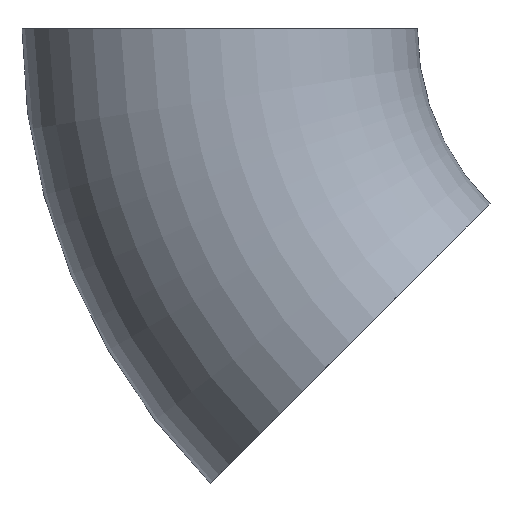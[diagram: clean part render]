
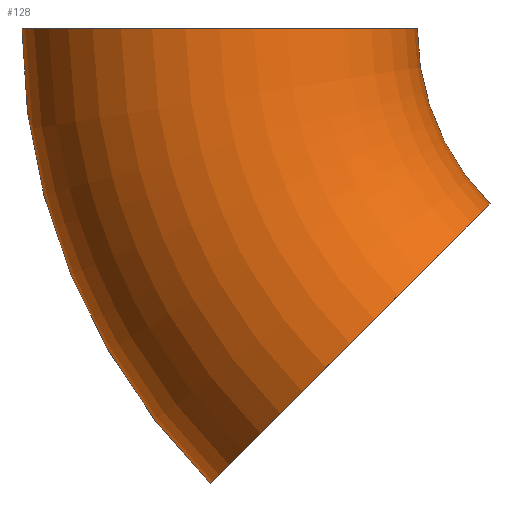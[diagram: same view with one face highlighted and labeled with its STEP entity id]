
A CAD part, front view. The second image highlights one B-rep face of the part: STEP entity #128.
In plain terms, the highlighted toroidal (fillet/blend) face has major radius 38 mm and minor radius 16.85 mm.
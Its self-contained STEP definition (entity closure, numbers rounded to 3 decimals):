
#3 = ORIENTED_EDGE ( 'NONE', *, *, #24, .T. ) ;
#5 = CARTESIAN_POINT ( 'NONE',  ( 0., 0., 0. ) ) ;
#14 = CIRCLE ( 'NONE', #33, 16.85 ) ;
#21 = AXIS2_PLACEMENT_3D ( 'NONE', #183, #158, #91 ) ;
#24 = EDGE_CURVE ( 'NONE', #63, #193, #14, .T. ) ;
#29 = CARTESIAN_POINT ( 'NONE',  ( -38., 0., 0. ) ) ;
#33 = AXIS2_PLACEMENT_3D ( 'NONE', #192, #99, #169 ) ;
#39 = TOROIDAL_SURFACE ( 'NONE', #172, 38., 16.85 ) ;
#43 = CARTESIAN_POINT ( 'NONE',  ( -14.955, 0., -14.955 ) ) ;
#49 = CIRCLE ( 'NONE', #21, 21.15 ) ;
#50 = CARTESIAN_POINT ( 'NONE',  ( 0., 0., 0. ) ) ;
#58 = CIRCLE ( 'NONE', #144, 54.85 ) ;
#63 = VERTEX_POINT ( 'NONE', #219 ) ;
#70 = EDGE_CURVE ( 'NONE', #63, #185, #58, .T. ) ;
#78 = ORIENTED_EDGE ( 'NONE', *, *, #84, .T. ) ;
#84 = EDGE_CURVE ( 'NONE', #193, #146, #49, .T. ) ;
#88 = DIRECTION ( 'NONE',  ( 0., 1., 0. ) ) ;
#91 = DIRECTION ( 'NONE',  ( 0., 0., 1. ) ) ;
#98 = ORIENTED_EDGE ( 'NONE', *, *, #70, .F. ) ;
#99 = DIRECTION ( 'NONE',  ( -0.707, 0., 0.707 ) ) ;
#106 = EDGE_CURVE ( 'NONE', #185, #146, #112, .T. ) ;
#112 = CIRCLE ( 'NONE', #166, 16.85 ) ;
#114 = ORIENTED_EDGE ( 'NONE', *, *, #106, .F. ) ;
#124 = DIRECTION ( 'NONE',  ( 1., 0., 0. ) ) ;
#128 = ADVANCED_FACE ( 'NONE', ( #234 ), #39, .T. ) ;
#136 = CARTESIAN_POINT ( 'NONE',  ( -21.15, 0., 0. ) ) ;
#144 = AXIS2_PLACEMENT_3D ( 'NONE', #50, #88, #204 ) ;
#146 = VERTEX_POINT ( 'NONE', #136 ) ;
#158 = DIRECTION ( 'NONE',  ( 0., 1., 0. ) ) ;
#166 = AXIS2_PLACEMENT_3D ( 'NONE', #29, #242, #124 ) ;
#169 = DIRECTION ( 'NONE',  ( 0.707, 0., 0.707 ) ) ;
#171 = CARTESIAN_POINT ( 'NONE',  ( -54.85, 0., 0. ) ) ;
#172 = AXIS2_PLACEMENT_3D ( 'NONE', #5, #230, #238 ) ;
#183 = CARTESIAN_POINT ( 'NONE',  ( 0., 0., 0. ) ) ;
#185 = VERTEX_POINT ( 'NONE', #171 ) ;
#192 = CARTESIAN_POINT ( 'NONE',  ( -26.87, 0., -26.87 ) ) ;
#193 = VERTEX_POINT ( 'NONE', #43 ) ;
#194 = EDGE_LOOP ( 'NONE', ( #98, #3, #78, #114 ) ) ;
#204 = DIRECTION ( 'NONE',  ( 0., 0., 1. ) ) ;
#219 = CARTESIAN_POINT ( 'NONE',  ( -38.785, 0., -38.785 ) ) ;
#230 = DIRECTION ( 'NONE',  ( 0., 1., 0. ) ) ;
#234 = FACE_OUTER_BOUND ( 'NONE', #194, .T. ) ;
#238 = DIRECTION ( 'NONE',  ( 0., 0., 1. ) ) ;
#242 = DIRECTION ( 'NONE',  ( 0., 0., 1. ) ) ;
